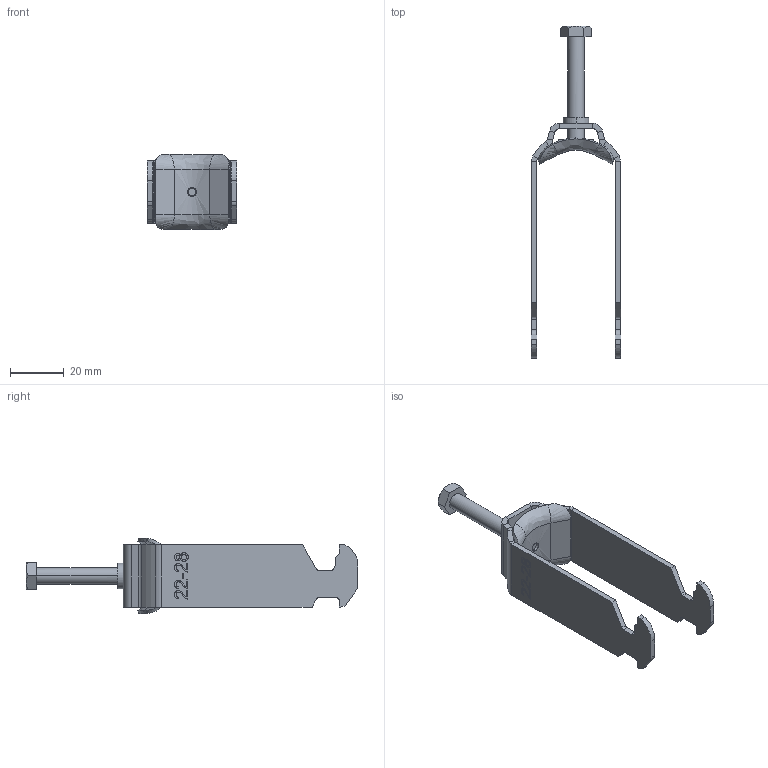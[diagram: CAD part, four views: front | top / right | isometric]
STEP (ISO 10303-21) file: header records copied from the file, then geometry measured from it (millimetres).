
FILE_DESCRIPTION(/* description */ (''),/* implementation_level */ '2;1');
FILE_NAME(/* name */ '1156209',/* time_stamp */ '2015-11-03T09:16:39+01:00',/* author */ (''),/* organization */ (''),/* preprocessor_version */ 'ST-DEVELOPER v15',/* originating_system */ '',/* authorisation */ '');
FILE_SCHEMA (('CONFIG_CONTROL_DESIGN'));
Length unit declared in the file: millimetre
Products named in the file (2): Document; Block 01
Assembly tree (1 placements, depth 2):
  Document
    Block 01
Bounding box: 33 x 123 x 27.85 mm (x, y, z)
Volume: 9698.3 mm3; surface area: 12377.9 mm2
Topology: 2 solids, 3 shells, 251 faces, 618 edges, 386 vertices
Faces by surface type: bspline 138, plane 113
Entity records: 12016 total; most frequent: CARTESIAN_POINT 7884, ORIENTED_EDGE 1232, EDGE_CURVE 618, B_SPLINE_CURVE_WITH_KNOTS 491, VERTEX_POINT 386, EDGE_LOOP 270, ADVANCED_FACE 251, FACE_OUTER_BOUND 251
